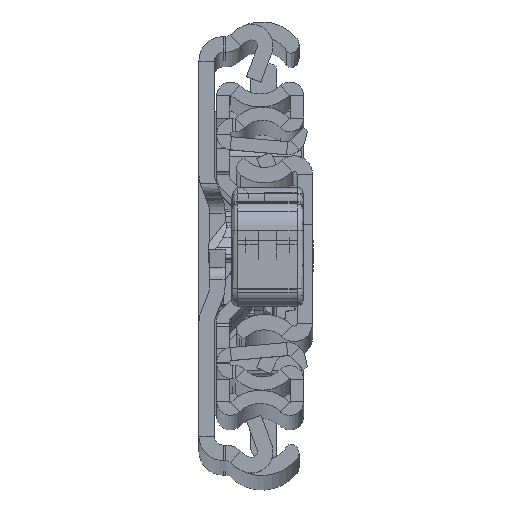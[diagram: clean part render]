
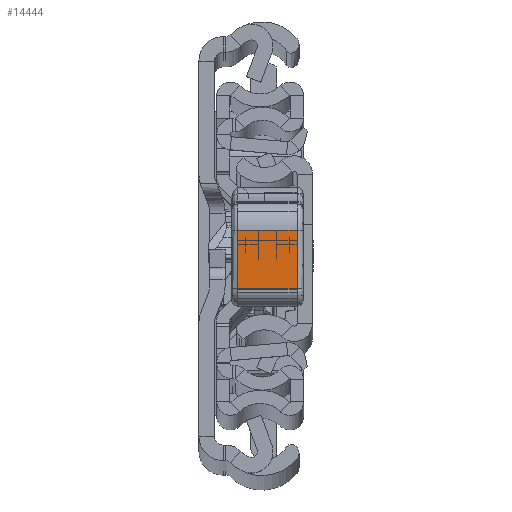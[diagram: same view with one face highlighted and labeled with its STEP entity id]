
A CAD part, top view. The second image highlights one B-rep face of the part: STEP entity #14444.
In plain terms, the highlighted face is planar.
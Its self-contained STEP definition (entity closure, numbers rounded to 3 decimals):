
#543 = CARTESIAN_POINT ( 'NONE',  ( 39.55, -12.274, 11. ) ) ;
#1216 = LINE ( 'NONE', #543, #13931 ) ;
#2456 = VECTOR ( 'NONE', #13282, 1000. ) ;
#2604 = PLANE ( 'NONE',  #17427 ) ;
#2939 = CARTESIAN_POINT ( 'NONE',  ( 39.55, -12.274, 11. ) ) ;
#2957 = CARTESIAN_POINT ( 'NONE',  ( 39.55, -12.274, 0. ) ) ;
#3577 = EDGE_LOOP ( 'NONE', ( #10374, #15721, #6603, #3811 ) ) ;
#3811 = ORIENTED_EDGE ( 'NONE', *, *, #27585, .T. ) ;
#5329 = FACE_OUTER_BOUND ( 'NONE', #3577, .T. ) ;
#6603 = ORIENTED_EDGE ( 'NONE', *, *, #26869, .T. ) ;
#7043 = EDGE_CURVE ( 'NONE', #11928, #23672, #1216, .T. ) ;
#7372 = LINE ( 'NONE', #15324, #2456 ) ;
#10245 = CARTESIAN_POINT ( 'NONE',  ( 39.818, -2.465, 10. ) ) ;
#10374 = ORIENTED_EDGE ( 'NONE', *, *, #7043, .T. ) ;
#10469 = CARTESIAN_POINT ( 'NONE',  ( 39.818, -2.465, 11. ) ) ;
#10919 = DIRECTION ( 'NONE',  ( 0., 0., -1. ) ) ;
#11928 = VERTEX_POINT ( 'NONE', #32416 ) ;
#13282 = DIRECTION ( 'NONE',  ( -0.027, -1., 0. ) ) ;
#13931 = VECTOR ( 'NONE', #10919, 1000. ) ;
#14444 = ADVANCED_FACE ( 'NONE', ( #5329 ), #2604, .F. ) ;
#15324 = CARTESIAN_POINT ( 'NONE',  ( 39.55, -12.274, 10. ) ) ;
#15457 = VECTOR ( 'NONE', #16047, 1000. ) ;
#15721 = ORIENTED_EDGE ( 'NONE', *, *, #26174, .T. ) ;
#16047 = DIRECTION ( 'NONE',  ( 0.027, 1., 0. ) ) ;
#17427 = AXIS2_PLACEMENT_3D ( 'NONE', #2939, #31176, #28622 ) ;
#17728 = VERTEX_POINT ( 'NONE', #26748 ) ;
#18769 = LINE ( 'NONE', #2957, #15457 ) ;
#21188 = LINE ( 'NONE', #10469, #26309 ) ;
#23403 = DIRECTION ( 'NONE',  ( 0., 0., 1. ) ) ;
#23672 = VERTEX_POINT ( 'NONE', #27542 ) ;
#26174 = EDGE_CURVE ( 'NONE', #23672, #17728, #18769, .T. ) ;
#26309 = VECTOR ( 'NONE', #23403, 1000. ) ;
#26748 = CARTESIAN_POINT ( 'NONE',  ( 39.818, -2.465, 0. ) ) ;
#26869 = EDGE_CURVE ( 'NONE', #17728, #28783, #21188, .T. ) ;
#27542 = CARTESIAN_POINT ( 'NONE',  ( 39.55, -12.274, 0. ) ) ;
#27585 = EDGE_CURVE ( 'NONE', #28783, #11928, #7372, .T. ) ;
#28622 = DIRECTION ( 'NONE',  ( -0.027, -1., 0. ) ) ;
#28783 = VERTEX_POINT ( 'NONE', #10245 ) ;
#31176 = DIRECTION ( 'NONE',  ( -1., 0.027, 0. ) ) ;
#32416 = CARTESIAN_POINT ( 'NONE',  ( 39.55, -12.274, 10. ) ) ;
